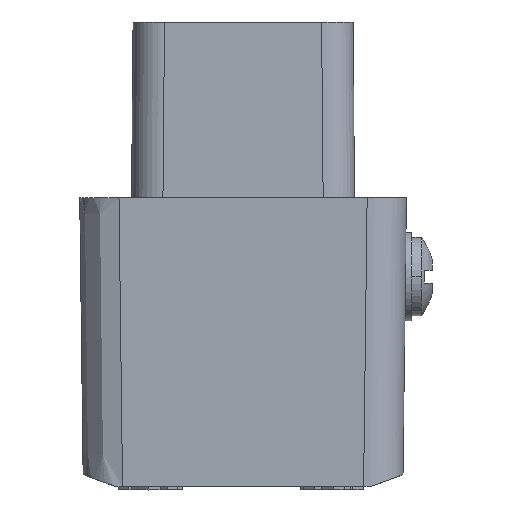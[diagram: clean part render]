
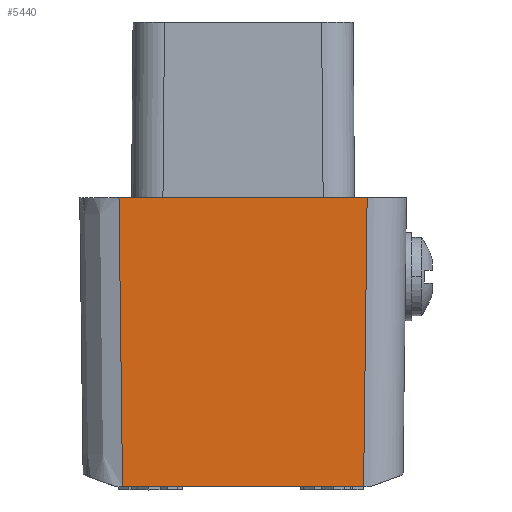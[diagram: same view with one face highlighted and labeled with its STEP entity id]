
A CAD part, left-side view. The second image highlights one B-rep face of the part: STEP entity #5440.
In plain terms, the highlighted face is planar.
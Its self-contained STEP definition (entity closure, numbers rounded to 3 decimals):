
#363=CARTESIAN_POINT('',(41.359,-6.375,7.899));
#364=VERTEX_POINT('',#363);
#465=CARTESIAN_POINT('',(41.359,-6.375,-7.902));
#466=VERTEX_POINT('',#465);
#467=CARTESIAN_POINT('',(41.359,-6.375,7.899));
#468=DIRECTION('',(0.,-0.,-1.));
#469=VECTOR('',#468,15.801);
#470=LINE('',#467,#469);
#471=EDGE_CURVE('',#364,#466,#470,.T.);
#3008=CARTESIAN_POINT('',(41.585,12.031,7.674));
#3009=VERTEX_POINT('',#3008);
#3010=CARTESIAN_POINT('',(41.585,12.031,7.674));
#3011=CARTESIAN_POINT('',(41.576,11.337,7.682));
#3012=CARTESIAN_POINT('',(41.568,10.643,7.691));
#3013=CARTESIAN_POINT('',(41.558,9.824,7.701));
#3014=CARTESIAN_POINT('',(41.556,9.693,7.702));
#3015=CARTESIAN_POINT('',(41.552,9.358,7.706));
#3016=CARTESIAN_POINT('',(41.549,9.145,7.709));
#3017=CARTESIAN_POINT('',(41.546,8.865,7.712));
#3018=CARTESIAN_POINT('',(41.545,8.798,7.713));
#3019=CARTESIAN_POINT('',(41.543,8.664,7.715));
#3020=CARTESIAN_POINT('',(41.543,8.597,7.716));
#3021=CARTESIAN_POINT('',(41.541,8.463,7.717));
#3022=CARTESIAN_POINT('',(41.54,8.396,7.718));
#3023=CARTESIAN_POINT('',(41.537,8.126,7.721));
#3024=CARTESIAN_POINT('',(41.532,7.721,7.726));
#3025=CARTESIAN_POINT('',(41.527,7.316,7.731));
#3026=CARTESIAN_POINT('',(41.519,6.708,7.739));
#3027=CARTESIAN_POINT('',(41.514,6.302,7.744));
#3028=CARTESIAN_POINT('',(41.502,5.281,7.756));
#3029=CARTESIAN_POINT('',(41.494,4.665,7.764));
#3030=CARTESIAN_POINT('',(41.479,3.433,7.779));
#3031=CARTESIAN_POINT('',(41.472,2.817,7.787));
#3032=CARTESIAN_POINT('',(41.463,2.103,7.795));
#3033=CARTESIAN_POINT('',(41.462,2.003,7.797));
#3034=CARTESIAN_POINT('',(41.46,1.902,7.798));
#3035=CARTESIAN_POINT('',(41.46,1.897,7.798));
#3036=CARTESIAN_POINT('',(41.459,1.781,7.799));
#3037=CARTESIAN_POINT('',(41.458,1.664,7.801));
#3038=CARTESIAN_POINT('',(41.455,1.483,7.803));
#3039=CARTESIAN_POINT('',(41.455,1.416,7.804));
#3040=CARTESIAN_POINT('',(41.446,0.73,7.812));
#3041=CARTESIAN_POINT('',(41.439,0.112,7.82));
#3042=CARTESIAN_POINT('',(41.423,-1.125,7.835));
#3043=CARTESIAN_POINT('',(41.416,-1.744,7.843));
#3044=CARTESIAN_POINT('',(41.403,-2.764,7.855));
#3045=CARTESIAN_POINT('',(41.398,-3.165,7.86));
#3046=CARTESIAN_POINT('',(41.391,-3.767,7.867));
#3047=CARTESIAN_POINT('',(41.388,-3.968,7.87));
#3048=CARTESIAN_POINT('',(41.385,-4.269,7.873));
#3049=CARTESIAN_POINT('',(41.382,-4.469,7.876));
#3050=CARTESIAN_POINT('',(41.38,-4.67,7.878));
#3051=CARTESIAN_POINT('',(41.378,-4.837,7.88));
#3052=CARTESIAN_POINT('',(41.377,-4.904,7.881));
#3053=CARTESIAN_POINT('',(41.375,-5.038,7.883));
#3054=CARTESIAN_POINT('',(41.375,-5.104,7.884));
#3055=CARTESIAN_POINT('',(41.373,-5.238,7.885));
#3056=CARTESIAN_POINT('',(41.372,-5.305,7.886));
#3057=CARTESIAN_POINT('',(41.367,-5.706,7.891));
#3058=CARTESIAN_POINT('',(41.363,-6.041,7.895));
#3059=CARTESIAN_POINT('',(41.359,-6.375,7.899));
#3060=(BOUNDED_CURVE()
B_SPLINE_CURVE(3,(#3010,#3011,#3012,#3013,#3014,#3015,#3016,#3017,#3018,#3019,#3020,#3021,#3022,#3023,#3024,#3025,#3026,#3027,#3028,#3029,#3030,#3031,#3032,#3033,#3034,#3035,
#3036,#3037,#3038,#3039,#3040,#3041,#3042,#3043,#3044,#3045,#3046,#3047,#3048,#3049,#3050,#3051,#3052,#3053,#3054,#3055,#3056,#3057,#3058,#3059),.UNSPECIFIED.,.F.,.F.)
B_SPLINE_CURVE_WITH_KNOTS((4,2,2,2,2,2,2,1,2,2,2,2,1,2,1,2,2,2,2,2,2,1,2,2,2,2,
4),(-2.011,0.,0.365,1.006,1.207,1.408,1.609,2.218,2.826,4.043,5.893,7.743,8.038,8.045,8.052,8.395,8.596,10.452,12.308,13.512,14.114,14.415,14.716,14.916,15.117,15.317,
16.321),.UNSPECIFIED.)
CURVE()
GEOMETRIC_REPRESENTATION_ITEM()
RATIONAL_B_SPLINE_CURVE((1.,1.,1.,1.,1.,1.,1.,1.,1.,1.,1.,1.,1.,1.,1.,1.,1.,1.,1.,1.,1.,1.,1.,1.,1.,1.,
1.,1.,1.,1.,1.,1.,1.,1.,1.,1.,1.,1.,1.,1.,1.,1.,1.,1.,1.,1.,1.,1.,1.,1.))
REPRESENTATION_ITEM(''));
#3061=EDGE_CURVE('',#3009,#364,#3060,.T.);
#5417=CARTESIAN_POINT('',(41.359,-6.375,-2.181));
#5418=DIRECTION('',(-1.,0.012,0.));
#5419=DIRECTION('',(0.,0.,-1.));
#5420=AXIS2_PLACEMENT_3D('',#5417,#5418,#5419);
#5421=PLANE('',#5420);
#5422=ORIENTED_EDGE('',*,*,#471,.F.);
#5423=ORIENTED_EDGE('',*,*,#3061,.F.);
#5424=CARTESIAN_POINT('',(41.585,12.031,-7.676));
#5425=VERTEX_POINT('',#5424);
#5426=CARTESIAN_POINT('',(41.585,12.031,-7.676));
#5427=DIRECTION('',(0.,0.,1.));
#5428=VECTOR('',#5427,15.35);
#5429=LINE('',#5426,#5428);
#5430=EDGE_CURVE('',#5425,#3009,#5429,.T.);
#5431=ORIENTED_EDGE('',*,*,#5430,.F.);
#5432=CARTESIAN_POINT('',(41.359,-6.375,-7.902));
#5433=DIRECTION('',(0.012,1.,0.012));
#5434=VECTOR('',#5433,18.409);
#5435=LINE('',#5432,#5434);
#5436=EDGE_CURVE('',#466,#5425,#5435,.T.);
#5437=ORIENTED_EDGE('',*,*,#5436,.F.);
#5438=EDGE_LOOP('',(#5422,#5423,#5431,#5437));
#5439=FACE_BOUND('',#5438,.T.);
#5440=ADVANCED_FACE('',(#5439),#5421,.T.);
